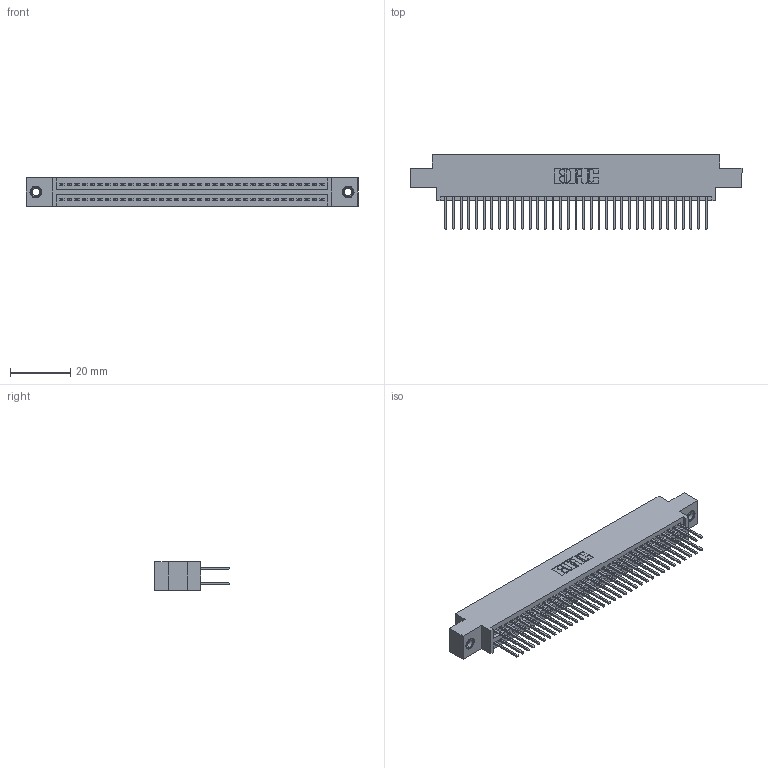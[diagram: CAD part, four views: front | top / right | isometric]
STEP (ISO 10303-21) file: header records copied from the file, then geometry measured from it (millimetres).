
FILE_DESCRIPTION (( 'STEP AP203' ), '1' );
FILE_NAME ('345-070-523-807.STEP', '2019-10-31T00:10:17', ( '' ), ( '' ), 'SwSTEP 2.0', 'SolidWorks 2016', '' );
FILE_SCHEMA (( 'CONFIG_CONTROL_DESIGN' ));
Length unit declared in the file: inch
Products named in the file (4): 345-250-001_345-250-005-103; 345-070-523-807; 345-292-001_345-293-123; 345 Part_0.170 Offset - 0.156 Dia-TI
Assembly tree (73 placements, depth 2):
  345-070-523-807
    345 Part_0.170 Offset - 0.156 Dia-TI
    345-292-001_345-293-123  x70
    345-250-001_345-250-005-103  x2
Bounding box: 110.11 x 24.82 x 9.4 mm (x, y, z)
Volume: 10647.7 mm3; surface area: 16418.5 mm2
Topology: 73 solids, 73 shells, 3690 faces, 10919 edges, 7178 vertices
Faces by surface type: plane 2426, cylinder 1248, cone 12, torus 4
Entity records: 29740 total; most frequent: CARTESIAN_POINT 4975, ORIENTED_EDGE 4902, DIRECTION 4421, EDGE_CURVE 2451, LINE 2159, VECTOR 2159, VERTEX_POINT 1628, AXIS2_PLACEMENT_3D 1131
